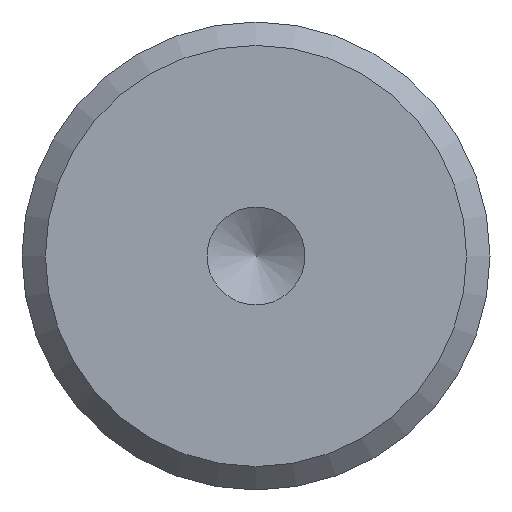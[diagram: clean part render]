
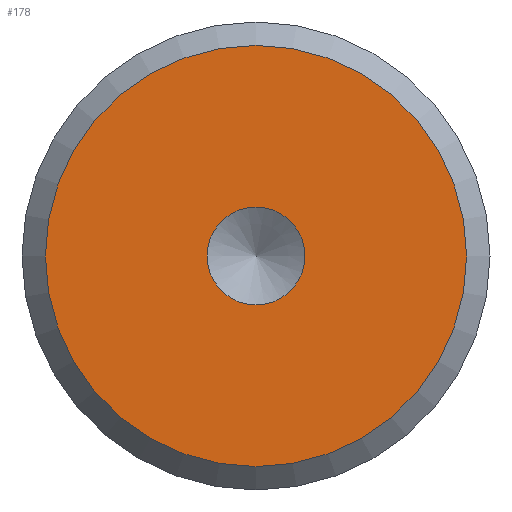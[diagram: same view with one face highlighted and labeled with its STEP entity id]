
A CAD part, front view. The second image highlights one B-rep face of the part: STEP entity #178.
In plain terms, the highlighted planar face has unit normal (0, -1, 0).
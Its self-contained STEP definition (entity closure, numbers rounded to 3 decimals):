
#15=FACE_BOUND('',#48,.T.);
#17=PLANE('',#228);
#35=FACE_OUTER_BOUND('',#47,.T.);
#47=EDGE_LOOP('',(#162));
#48=EDGE_LOOP('',(#163));
#64=CIRCLE('',#205,4.188);
#78=CIRCLE('',#227,18.);
#81=VERTEX_POINT('',#299);
#94=VERTEX_POINT('',#339);
#97=EDGE_CURVE('',#81,#81,#64,.T.);
#117=EDGE_CURVE('',#94,#94,#78,.T.);
#162=ORIENTED_EDGE('',*,*,#117,.F.);
#163=ORIENTED_EDGE('',*,*,#97,.T.);
#178=ADVANCED_FACE('',(#35,#15),#17,.T.);
#205=AXIS2_PLACEMENT_3D('',#300,#238,#239);
#227=AXIS2_PLACEMENT_3D('',#341,#288,#289);
#228=AXIS2_PLACEMENT_3D('',#342,#290,#291);
#238=DIRECTION('center_axis',(0.,1.,0.));
#239=DIRECTION('ref_axis',(1.,0.,0.));
#288=DIRECTION('center_axis',(0.,1.,0.));
#289=DIRECTION('ref_axis',(1.,0.,0.));
#290=DIRECTION('center_axis',(0.,-1.,0.));
#291=DIRECTION('ref_axis',(0.,0.,-1.));
#299=CARTESIAN_POINT('',(-4.188,0.,0.));
#300=CARTESIAN_POINT('Origin',(0.,0.,
0.));
#339=CARTESIAN_POINT('',(-18.,0.,0.));
#341=CARTESIAN_POINT('Origin',(0.,0.,
0.));
#342=CARTESIAN_POINT('Origin',(-20.,0.,0.));
